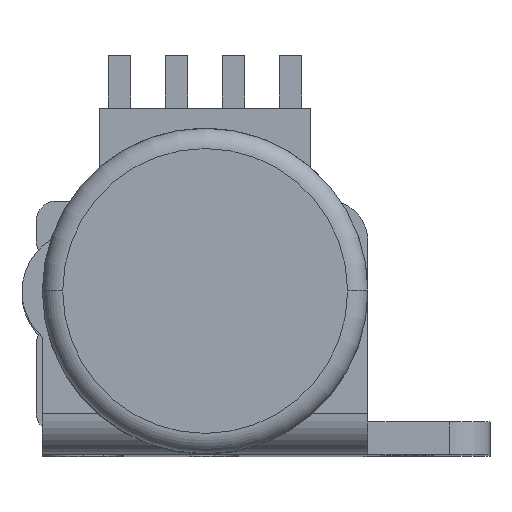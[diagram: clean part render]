
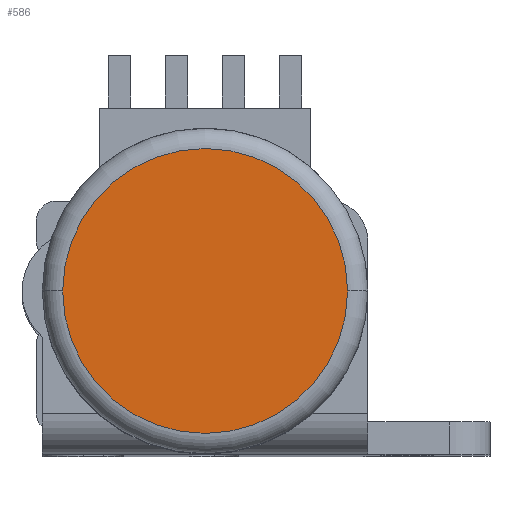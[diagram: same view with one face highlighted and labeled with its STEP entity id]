
A CAD part, top view. The second image highlights one B-rep face of the part: STEP entity #586.
In plain terms, the highlighted planar face has unit normal (0, 0, 1).
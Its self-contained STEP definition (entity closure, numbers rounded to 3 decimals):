
#493 = VERTEX_POINT ( 'NONE', #2647 ) ;
#586 = ADVANCED_FACE ( 'NONE', ( #2948 ), #3564, .T. ) ;
#858 = ORIENTED_EDGE ( 'NONE', *, *, #5407, .T. ) ;
#1187 = DIRECTION ( 'NONE',  ( 1., 0., 0. ) ) ;
#1293 = VERTEX_POINT ( 'NONE', #3061 ) ;
#1726 = DIRECTION ( 'NONE',  ( 1., 0., 0. ) ) ;
#1757 = DIRECTION ( 'NONE',  ( 0., 0., 1. ) ) ;
#1841 = DIRECTION ( 'NONE',  ( 1., 0., 0. ) ) ;
#2309 = DIRECTION ( 'NONE',  ( 0., 0., 1. ) ) ;
#2342 = CARTESIAN_POINT ( 'NONE',  ( 0., 0., 8.82 ) ) ;
#2418 = DIRECTION ( 'NONE',  ( 0., 0., 1. ) ) ;
#2647 = CARTESIAN_POINT ( 'NONE',  ( 3.5, 0., 8.82 ) ) ;
#2884 = CARTESIAN_POINT ( 'NONE',  ( 0., 0., 8.82 ) ) ;
#2948 = FACE_OUTER_BOUND ( 'NONE', #4773, .T. ) ;
#2987 = CARTESIAN_POINT ( 'NONE',  ( 0., 0., 8.82 ) ) ;
#3061 = CARTESIAN_POINT ( 'NONE',  ( -3.5, 0., 8.82 ) ) ;
#3564 = PLANE ( 'NONE',  #3942 ) ;
#3942 = AXIS2_PLACEMENT_3D ( 'NONE', #2987, #2418, #1841 ) ;
#4702 = AXIS2_PLACEMENT_3D ( 'NONE', #2884, #2309, #1726 ) ;
#4754 = AXIS2_PLACEMENT_3D ( 'NONE', #2342, #1757, #1187 ) ;
#4773 = EDGE_LOOP ( 'NONE', ( #858, #4954 ) ) ;
#4954 = ORIENTED_EDGE ( 'NONE', *, *, #5277, .T. ) ;
#5096 = CIRCLE ( 'NONE', #4754, 3.5 ) ;
#5277 = EDGE_CURVE ( 'NONE', #1293, #493, #5508, .T. ) ;
#5407 = EDGE_CURVE ( 'NONE', #493, #1293, #5096, .T. ) ;
#5508 = CIRCLE ( 'NONE', #4702, 3.5 ) ;
